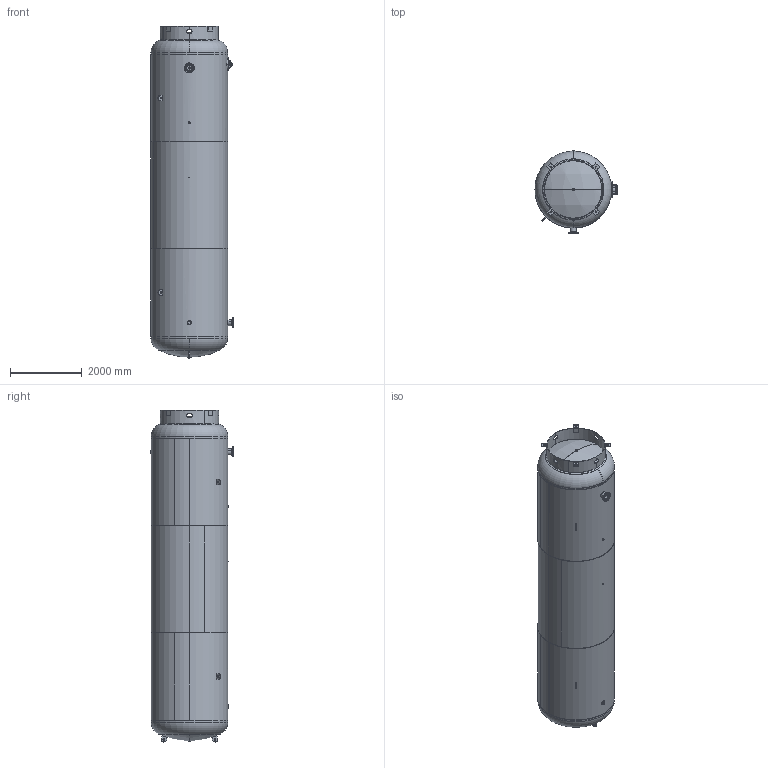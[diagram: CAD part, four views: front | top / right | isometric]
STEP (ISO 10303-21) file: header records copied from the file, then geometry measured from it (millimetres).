
FILE_DESCRIPTION (( 'STEP AP214' ), '1' );
FILE_NAME ('305138.STEP', '2025-10-21T17:22:12', ( '' ), ( '' ), 'SwSTEP 2.0', 'SolidWorks 2022', '' );
FILE_SCHEMA (( 'AUTOMOTIVE_DESIGN' ));
Length unit declared in the file: inch
Products named in the file (1): 305138
Bounding box: 2286 x 2298.7 x 9241.6 mm (x, y, z)
Surface area: 106420831.6 mm2 (no closed solid volume)
Topology: 0 solids, 40 shells, 309 faces, 992 edges, 707 vertices
Faces by surface type: cylinder 157, plane 108, torus 18, bspline 16, sphere 6, cone 4
Entity records: 20242 total; most frequent: CARTESIAN_POINT 7488, DIRECTION 1868, ORIENTED_EDGE 1614, EDGE_CURVE 992, AXIS2_PLACEMENT_3D 720, VERTEX_POINT 707, VECTOR 428, LINE 428
